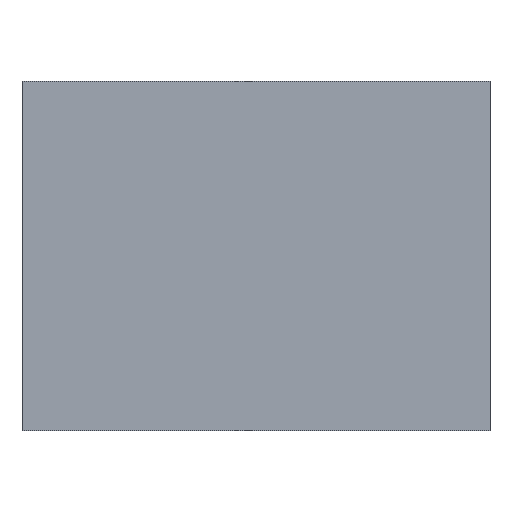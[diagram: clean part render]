
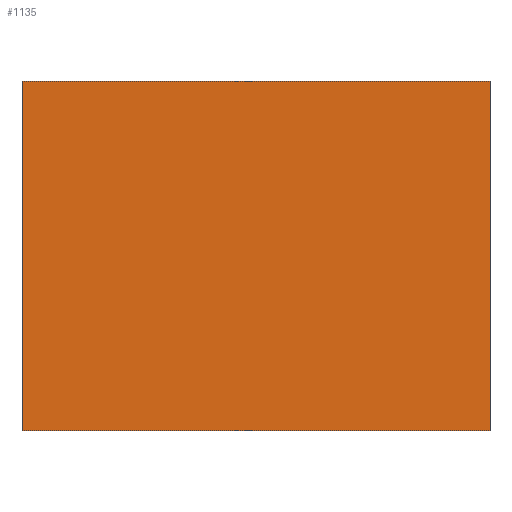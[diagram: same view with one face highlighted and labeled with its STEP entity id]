
A CAD part, top view. The second image highlights one B-rep face of the part: STEP entity #1135.
In plain terms, the highlighted planar face has unit normal (0, 0, 1).
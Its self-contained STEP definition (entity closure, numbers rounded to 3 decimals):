
#24 = VERTEX_POINT('',#25);
#25 = CARTESIAN_POINT('',(-14.909,17.827,5.));
#32 = PLANE('',#33);
#33 = AXIS2_PLACEMENT_3D('',#34,#35,#36);
#34 = CARTESIAN_POINT('',(-14.909,17.827,0.));
#35 = DIRECTION('',(0.,1.,0.));
#36 = DIRECTION('',(1.,0.,0.));
#44 = PLANE('',#45);
#45 = AXIS2_PLACEMENT_3D('',#46,#47,#48);
#46 = CARTESIAN_POINT('',(-14.909,-16.173,0.));
#47 = DIRECTION('',(-1.,0.,0.));
#48 = DIRECTION('',(0.,1.,0.));
#56 = EDGE_CURVE('',#24,#57,#59,.T.);
#57 = VERTEX_POINT('',#58);
#58 = CARTESIAN_POINT('',(30.591,17.827,5.));
#59 = SURFACE_CURVE('',#60,(#64,#71),.PCURVE_S1.);
#60 = LINE('',#61,#62);
#61 = CARTESIAN_POINT('',(-14.909,17.827,5.));
#62 = VECTOR('',#63,1.);
#63 = DIRECTION('',(1.,0.,0.));
#64 = PCURVE('',#32,#65);
#65 = DEFINITIONAL_REPRESENTATION('',(#66),#70);
#66 = LINE('',#67,#68);
#67 = CARTESIAN_POINT('',(0.,-5.));
#68 = VECTOR('',#69,1.);
#69 = DIRECTION('',(1.,0.));
#70 = ( GEOMETRIC_REPRESENTATION_CONTEXT(2) 
PARAMETRIC_REPRESENTATION_CONTEXT() REPRESENTATION_CONTEXT('2D SPACE',''
  ) );
#71 = PCURVE('',#72,#77);
#72 = PLANE('',#73);
#73 = AXIS2_PLACEMENT_3D('',#74,#75,#76);
#74 = CARTESIAN_POINT('',(7.841,0.827,5.));
#75 = DIRECTION('',(0.,0.,1.));
#76 = DIRECTION('',(1.,0.,0.));
#77 = DEFINITIONAL_REPRESENTATION('',(#78),#82);
#78 = LINE('',#79,#80);
#79 = CARTESIAN_POINT('',(-22.75,17.));
#80 = VECTOR('',#81,1.);
#81 = DIRECTION('',(1.,0.));
#82 = ( GEOMETRIC_REPRESENTATION_CONTEXT(2) 
PARAMETRIC_REPRESENTATION_CONTEXT() REPRESENTATION_CONTEXT('2D SPACE',''
  ) );
#100 = PLANE('',#101);
#101 = AXIS2_PLACEMENT_3D('',#102,#103,#104);
#102 = CARTESIAN_POINT('',(30.591,17.827,0.));
#103 = DIRECTION('',(1.,0.,0.));
#104 = DIRECTION('',(0.,-1.,0.));
#228 = VERTEX_POINT('',#229);
#229 = CARTESIAN_POINT('',(-14.909,-16.173,5.));
#243 = PLANE('',#244);
#244 = AXIS2_PLACEMENT_3D('',#245,#246,#247);
#245 = CARTESIAN_POINT('',(30.591,-16.173,0.));
#246 = DIRECTION('',(0.,-1.,0.));
#247 = DIRECTION('',(-1.,0.,0.));
#255 = EDGE_CURVE('',#228,#24,#256,.T.);
#256 = SURFACE_CURVE('',#257,(#261,#268),.PCURVE_S1.);
#257 = LINE('',#258,#259);
#258 = CARTESIAN_POINT('',(-14.909,-16.173,5.));
#259 = VECTOR('',#260,1.);
#260 = DIRECTION('',(0.,1.,0.));
#261 = PCURVE('',#44,#262);
#262 = DEFINITIONAL_REPRESENTATION('',(#263),#267);
#263 = LINE('',#264,#265);
#264 = CARTESIAN_POINT('',(0.,-5.));
#265 = VECTOR('',#266,1.);
#266 = DIRECTION('',(1.,0.));
#267 = ( GEOMETRIC_REPRESENTATION_CONTEXT(2) 
PARAMETRIC_REPRESENTATION_CONTEXT() REPRESENTATION_CONTEXT('2D SPACE',''
  ) );
#268 = PCURVE('',#72,#269);
#269 = DEFINITIONAL_REPRESENTATION('',(#270),#274);
#270 = LINE('',#271,#272);
#271 = CARTESIAN_POINT('',(-22.75,-17.));
#272 = VECTOR('',#273,1.);
#273 = DIRECTION('',(0.,1.));
#274 = ( GEOMETRIC_REPRESENTATION_CONTEXT(2) 
PARAMETRIC_REPRESENTATION_CONTEXT() REPRESENTATION_CONTEXT('2D SPACE',''
  ) );
#577 = EDGE_CURVE('',#57,#578,#580,.T.);
#578 = VERTEX_POINT('',#579);
#579 = CARTESIAN_POINT('',(30.591,-16.173,5.));
#580 = SURFACE_CURVE('',#581,(#585,#592),.PCURVE_S1.);
#581 = LINE('',#582,#583);
#582 = CARTESIAN_POINT('',(30.591,17.827,5.));
#583 = VECTOR('',#584,1.);
#584 = DIRECTION('',(0.,-1.,0.));
#585 = PCURVE('',#100,#586);
#586 = DEFINITIONAL_REPRESENTATION('',(#587),#591);
#587 = LINE('',#588,#589);
#588 = CARTESIAN_POINT('',(0.,-5.));
#589 = VECTOR('',#590,1.);
#590 = DIRECTION('',(1.,0.));
#591 = ( GEOMETRIC_REPRESENTATION_CONTEXT(2) 
PARAMETRIC_REPRESENTATION_CONTEXT() REPRESENTATION_CONTEXT('2D SPACE',''
  ) );
#592 = PCURVE('',#72,#593);
#593 = DEFINITIONAL_REPRESENTATION('',(#594),#598);
#594 = LINE('',#595,#596);
#595 = CARTESIAN_POINT('',(22.75,17.));
#596 = VECTOR('',#597,1.);
#597 = DIRECTION('',(0.,-1.));
#598 = ( GEOMETRIC_REPRESENTATION_CONTEXT(2) 
PARAMETRIC_REPRESENTATION_CONTEXT() REPRESENTATION_CONTEXT('2D SPACE',''
  ) );
#1135 = ADVANCED_FACE('',(#1136),#72,.T.);
#1136 = FACE_BOUND('',#1137,.F.);
#1137 = EDGE_LOOP('',(#1138,#1139,#1140,#1161));
#1138 = ORIENTED_EDGE('',*,*,#56,.T.);
#1139 = ORIENTED_EDGE('',*,*,#577,.T.);
#1140 = ORIENTED_EDGE('',*,*,#1141,.T.);
#1141 = EDGE_CURVE('',#578,#228,#1142,.T.);
#1142 = SURFACE_CURVE('',#1143,(#1147,#1154),.PCURVE_S1.);
#1143 = LINE('',#1144,#1145);
#1144 = CARTESIAN_POINT('',(30.591,-16.173,5.));
#1145 = VECTOR('',#1146,1.);
#1146 = DIRECTION('',(-1.,0.,0.));
#1147 = PCURVE('',#72,#1148);
#1148 = DEFINITIONAL_REPRESENTATION('',(#1149),#1153);
#1149 = LINE('',#1150,#1151);
#1150 = CARTESIAN_POINT('',(22.75,-17.));
#1151 = VECTOR('',#1152,1.);
#1152 = DIRECTION('',(-1.,0.));
#1153 = ( GEOMETRIC_REPRESENTATION_CONTEXT(2) 
PARAMETRIC_REPRESENTATION_CONTEXT() REPRESENTATION_CONTEXT('2D SPACE',''
  ) );
#1154 = PCURVE('',#243,#1155);
#1155 = DEFINITIONAL_REPRESENTATION('',(#1156),#1160);
#1156 = LINE('',#1157,#1158);
#1157 = CARTESIAN_POINT('',(0.,-5.));
#1158 = VECTOR('',#1159,1.);
#1159 = DIRECTION('',(1.,0.));
#1160 = ( GEOMETRIC_REPRESENTATION_CONTEXT(2) 
PARAMETRIC_REPRESENTATION_CONTEXT() REPRESENTATION_CONTEXT('2D SPACE',''
  ) );
#1161 = ORIENTED_EDGE('',*,*,#255,.T.);
